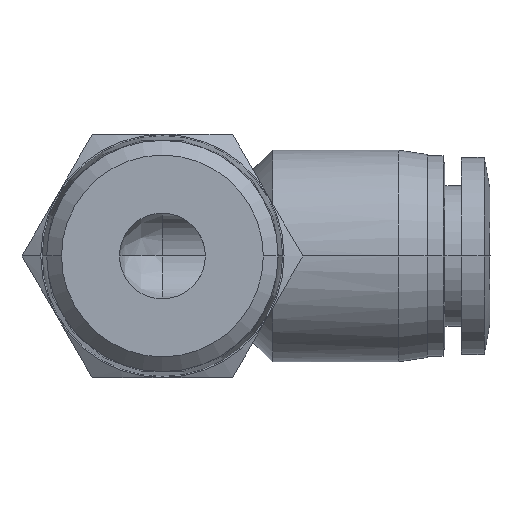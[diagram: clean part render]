
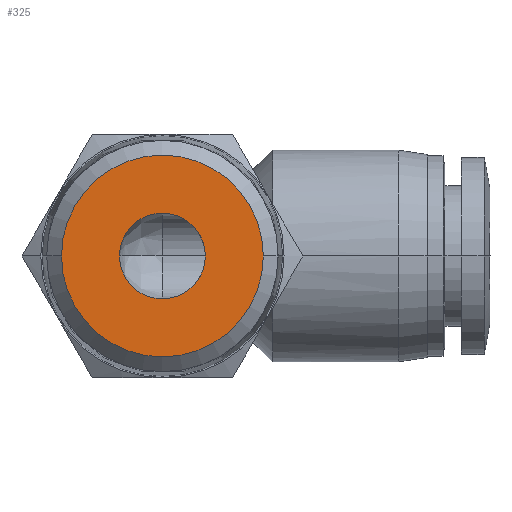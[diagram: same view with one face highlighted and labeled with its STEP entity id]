
A CAD part, front view. The second image highlights one B-rep face of the part: STEP entity #325.
In plain terms, the highlighted planar face has unit normal (0, -1, 0).
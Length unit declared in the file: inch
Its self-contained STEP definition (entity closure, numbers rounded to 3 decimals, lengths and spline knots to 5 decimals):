
#36 = DIRECTION ( 'NONE',  ( 0., -1., 0. ) ) ;
#50 = FACE_BOUND ( 'NONE', #368, .T. ) ;
#68 = CIRCLE ( 'NONE', #251, 0.2778 ) ;
#103 = CARTESIAN_POINT ( 'NONE',  ( 0., -1.25984, 0. ) ) ;
#160 = CIRCLE ( 'NONE', #1948, 0.11811 ) ;
#175 = CIRCLE ( 'NONE', #2071, 0.2778 ) ;
#193 = EDGE_CURVE ( 'NONE', #2363, #737, #160, .T. ) ;
#251 = AXIS2_PLACEMENT_3D ( 'NONE', #3346, #1813, #259 ) ;
#259 = DIRECTION ( 'NONE',  ( -1., 0., 0. ) ) ;
#325 = ADVANCED_FACE ( 'NONE', ( #50, #3204 ), #1578, .T. ) ;
#368 = EDGE_LOOP ( 'NONE', ( #3287, #1400 ) ) ;
#369 = CARTESIAN_POINT ( 'NONE',  ( -0.2778, -1.25984, 0. ) ) ;
#370 = DIRECTION ( 'NONE',  ( -1., 0., 0. ) ) ;
#656 = VERTEX_POINT ( 'NONE', #1764 ) ;
#737 = VERTEX_POINT ( 'NONE', #1888 ) ;
#779 = ORIENTED_EDGE ( 'NONE', *, *, #1527, .T. ) ;
#1084 = DIRECTION ( 'NONE',  ( 0., 1., 0. ) ) ;
#1095 = CARTESIAN_POINT ( 'NONE',  ( 0., -1.25984, 0. ) ) ;
#1168 = DIRECTION ( 'NONE',  ( 1., 0., 0. ) ) ;
#1179 = DIRECTION ( 'NONE',  ( 0., -1., 0. ) ) ;
#1268 = EDGE_LOOP ( 'NONE', ( #779, #1675 ) ) ;
#1284 = CARTESIAN_POINT ( 'NONE',  ( 0.1389, -1.25984, 0. ) ) ;
#1312 = CIRCLE ( 'NONE', #2234, 0.11811 ) ;
#1400 = ORIENTED_EDGE ( 'NONE', *, *, #2762, .T. ) ;
#1527 = EDGE_CURVE ( 'NONE', #2132, #656, #175, .T. ) ;
#1578 = PLANE ( 'NONE',  #2376 ) ;
#1609 = CARTESIAN_POINT ( 'NONE',  ( 0., -1.25984, 0. ) ) ;
#1675 = ORIENTED_EDGE ( 'NONE', *, *, #2597, .T. ) ;
#1764 = CARTESIAN_POINT ( 'NONE',  ( 0.2778, -1.25984, 0. ) ) ;
#1813 = DIRECTION ( 'NONE',  ( 0., -1., 0. ) ) ;
#1854 = DIRECTION ( 'NONE',  ( -1., 0., 0. ) ) ;
#1888 = CARTESIAN_POINT ( 'NONE',  ( 0.11811, -1.25984, 0. ) ) ;
#1919 = DIRECTION ( 'NONE',  ( 0., 1., 0. ) ) ;
#1948 = AXIS2_PLACEMENT_3D ( 'NONE', #1095, #1084, #2953 ) ;
#2071 = AXIS2_PLACEMENT_3D ( 'NONE', #1609, #36, #1854 ) ;
#2132 = VERTEX_POINT ( 'NONE', #369 ) ;
#2234 = AXIS2_PLACEMENT_3D ( 'NONE', #103, #1919, #370 ) ;
#2363 = VERTEX_POINT ( 'NONE', #2755 ) ;
#2376 = AXIS2_PLACEMENT_3D ( 'NONE', #1284, #1179, #1168 ) ;
#2597 = EDGE_CURVE ( 'NONE', #656, #2132, #68, .T. ) ;
#2755 = CARTESIAN_POINT ( 'NONE',  ( -0.11811, -1.25984, 0. ) ) ;
#2762 = EDGE_CURVE ( 'NONE', #737, #2363, #1312, .T. ) ;
#2953 = DIRECTION ( 'NONE',  ( -1., 0., 0. ) ) ;
#3204 = FACE_OUTER_BOUND ( 'NONE', #1268, .T. ) ;
#3287 = ORIENTED_EDGE ( 'NONE', *, *, #193, .T. ) ;
#3346 = CARTESIAN_POINT ( 'NONE',  ( 0., -1.25984, 0. ) ) ;
